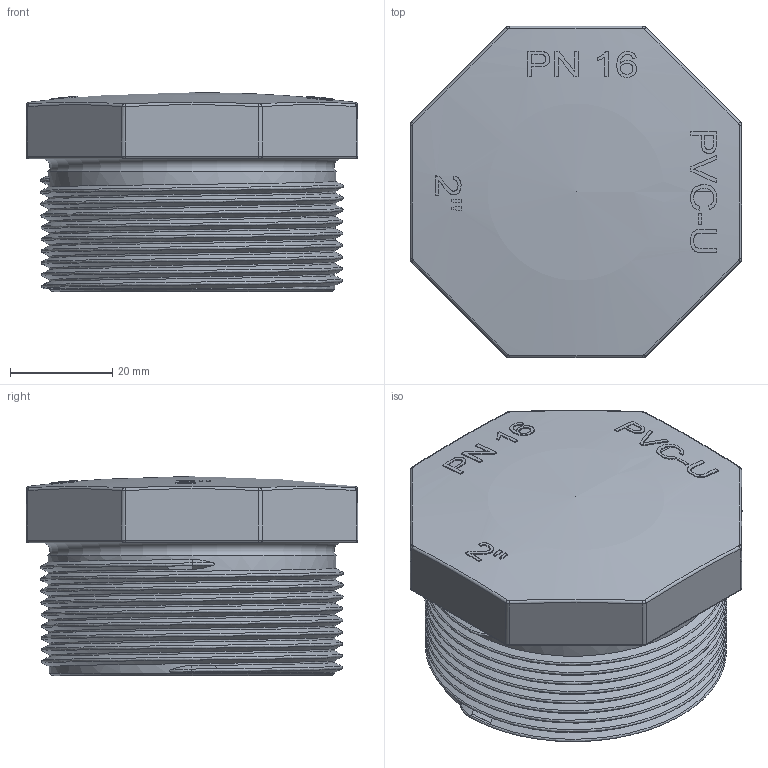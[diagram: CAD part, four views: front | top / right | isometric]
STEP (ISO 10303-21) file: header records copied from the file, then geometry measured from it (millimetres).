
FILE_DESCRIPTION(/* description */ (''),/* implementation_level */ '2;1');
FILE_NAME(/* name */ 'pvc male cap 2.stp',/* time_stamp */ '2023-05-13T08:57:02+08:00',/* author */ (''),/* organization */ (''),/* preprocessor_version */ 'ST-DEVELOPER v16',/* originating_system */ 'SIEMENS PLM Software NX 10.0',/* authorisation */ '');
FILE_SCHEMA (('AUTOMOTIVE_DESIGN { 1 0 10303 214 3 1 1 1 }'));
Length unit declared in the file: millimetre
Products named in the file (1): gelv1214D7C3kltu
Bounding box: 65 x 65 x 39 mm (x, y, z)
Volume: 47378.2 mm3; surface area: 21596.6 mm2
Topology: 1 solids, 1 shells, 218 faces, 572 edges, 368 vertices
Faces by surface type: plane 70, extrusion 67, bspline 25, sphere 18, cylinder 16, cone 12, torus 10
Entity records: 26678 total; most frequent: CARTESIAN_POINT 21906, ORIENTED_EDGE 1044, DIRECTION 843, EDGE_CURVE 522, VERTEX_POINT 339, AXIS2_PLACEMENT_3D 309, B_SPLINE_CURVE_WITH_KNOTS 240, EDGE_LOOP 233
